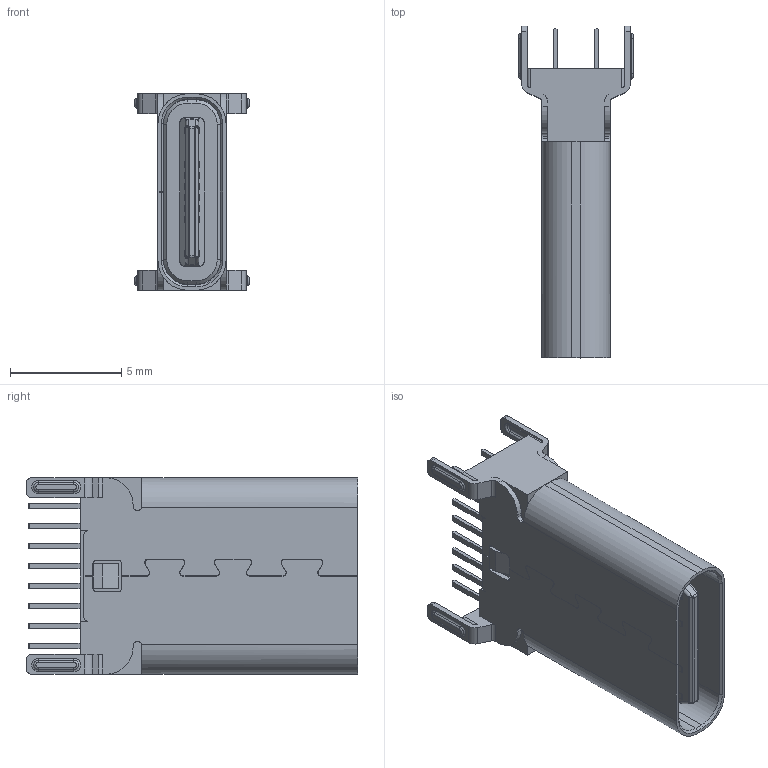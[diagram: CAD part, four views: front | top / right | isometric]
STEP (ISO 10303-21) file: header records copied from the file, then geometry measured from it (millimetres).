
FILE_DESCRIPTION((''),'2;1');
FILE_NAME('22222','2023-12-05T',('Administrator'),(''),'PRO/ENGINEER BY PARAMETRIC TECHNOLOGY CORPORATION, 2011310','PRO/ENGINEER BY PARAMETRIC TECHNOLOGY CORPORATION, 2011310','');
FILE_SCHEMA(('CONFIG_CONTROL_DESIGN','SHAPE_APPEARANCE_LAYERS_GROUPS'));
Length unit declared in the file: millimetre
Products named in the file (1): 22222
Bounding box: 5.14 x 14.92 x 8.84 mm (x, y, z)
Volume: 254.4 mm3; surface area: 601.4 mm2
Topology: 1 solids, 1 shells, 656 faces, 1865 edges, 1231 vertices
Faces by surface type: plane 410, cylinder 194, torus 32, cone 8, bspline 8, sphere 4
Entity records: 23298 total; most frequent: CARTESIAN_POINT 4828, ORIENTED_EDGE 3722, DIRECTION 3531, EDGE_CURVE 1861, VECTOR 1285, LINE 1285, VERTEX_POINT 1231, AXIS2_PLACEMENT_3D 1123
